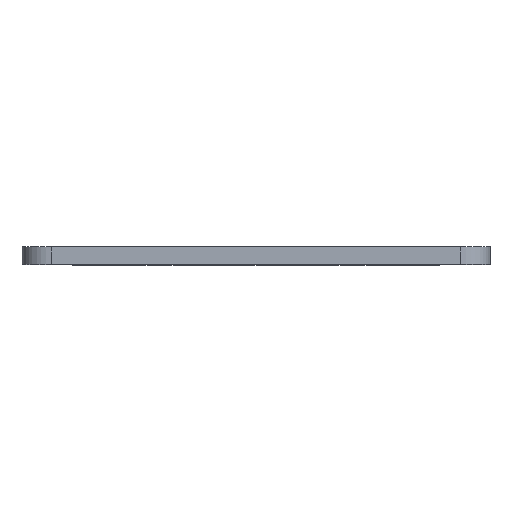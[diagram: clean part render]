
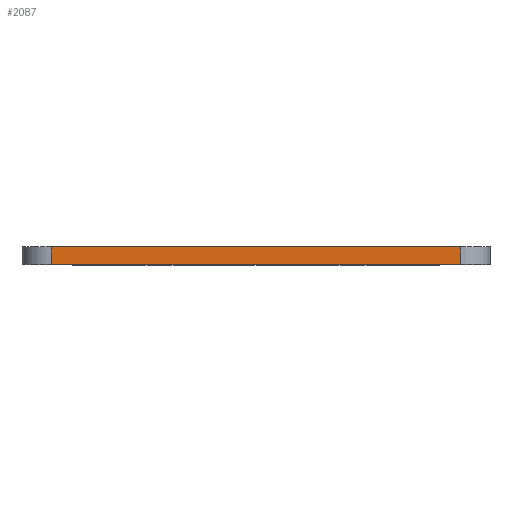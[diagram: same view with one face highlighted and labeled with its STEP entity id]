
A CAD part, top view. The second image highlights one B-rep face of the part: STEP entity #2087.
In plain terms, the highlighted planar face has unit normal (0, 0, 1).
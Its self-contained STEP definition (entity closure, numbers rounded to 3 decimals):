
#78 = EDGE_CURVE ( 'NONE', #1470, #219, #1430, .T. ) ;
#106 = EDGE_CURVE ( 'NONE', #2012, #1148, #2243, .T. ) ;
#208 = EDGE_CURVE ( 'NONE', #1470, #2012, #302, .T. ) ;
#219 = VERTEX_POINT ( 'NONE', #575 ) ;
#234 = ORIENTED_EDGE ( 'NONE', *, *, #1502, .T. ) ;
#284 = PLANE ( 'NONE',  #947 ) ;
#302 = LINE ( 'NONE', #1310, #2176 ) ;
#473 = ORIENTED_EDGE ( 'NONE', *, *, #78, .T. ) ;
#480 = DIRECTION ( 'NONE',  ( 0., 0., -1. ) ) ;
#575 = CARTESIAN_POINT ( 'NONE',  ( -35., 0., 32.5 ) ) ;
#844 = DIRECTION ( 'NONE',  ( 1., 0., 0. ) ) ;
#947 = AXIS2_PLACEMENT_3D ( 'NONE', #2267, #480, #1796 ) ;
#1018 = VECTOR ( 'NONE', #2120, 1000. ) ;
#1148 = VERTEX_POINT ( 'NONE', #1685 ) ;
#1310 = CARTESIAN_POINT ( 'NONE',  ( 35., 3., 32.5 ) ) ;
#1326 = CARTESIAN_POINT ( 'NONE',  ( -35., 3., 32.5 ) ) ;
#1351 = ORIENTED_EDGE ( 'NONE', *, *, #106, .F. ) ;
#1403 = CARTESIAN_POINT ( 'NONE',  ( 35., 3., 32.5 ) ) ;
#1430 = LINE ( 'NONE', #2123, #1018 ) ;
#1433 = EDGE_LOOP ( 'NONE', ( #234, #1351, #1903, #473 ) ) ;
#1468 = FACE_OUTER_BOUND ( 'NONE', #1433, .T. ) ;
#1470 = VERTEX_POINT ( 'NONE', #1326 ) ;
#1502 = EDGE_CURVE ( 'NONE', #219, #1148, #1734, .T. ) ;
#1670 = VECTOR ( 'NONE', #2214, 1000. ) ;
#1685 = CARTESIAN_POINT ( 'NONE',  ( 35., 0., 32.5 ) ) ;
#1734 = LINE ( 'NONE', #2063, #1670 ) ;
#1796 = DIRECTION ( 'NONE',  ( -1., 0., 0. ) ) ;
#1799 = CARTESIAN_POINT ( 'NONE',  ( 35., 3., 32.5 ) ) ;
#1822 = DIRECTION ( 'NONE',  ( 0., -1., 0. ) ) ;
#1903 = ORIENTED_EDGE ( 'NONE', *, *, #208, .F. ) ;
#2012 = VERTEX_POINT ( 'NONE', #1403 ) ;
#2063 = CARTESIAN_POINT ( 'NONE',  ( 35., 0., 32.5 ) ) ;
#2087 = ADVANCED_FACE ( 'NONE', ( #1468 ), #284, .F. ) ;
#2120 = DIRECTION ( 'NONE',  ( 0., -1., 0. ) ) ;
#2123 = CARTESIAN_POINT ( 'NONE',  ( -35., 3., 32.5 ) ) ;
#2176 = VECTOR ( 'NONE', #844, 1000. ) ;
#2214 = DIRECTION ( 'NONE',  ( 1., 0., 0. ) ) ;
#2243 = LINE ( 'NONE', #1799, #2286 ) ;
#2267 = CARTESIAN_POINT ( 'NONE',  ( 35., 3., 32.5 ) ) ;
#2286 = VECTOR ( 'NONE', #1822, 1000. ) ;
